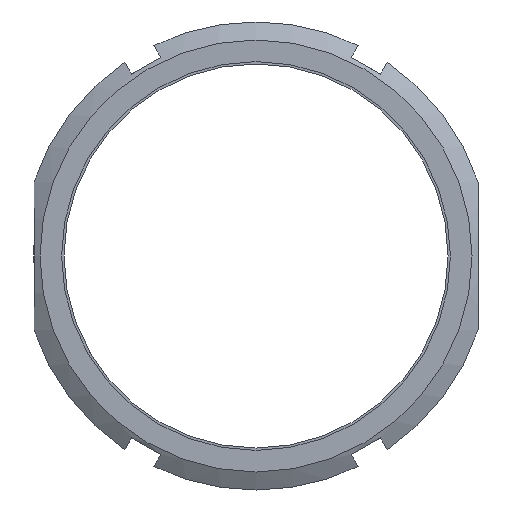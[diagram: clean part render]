
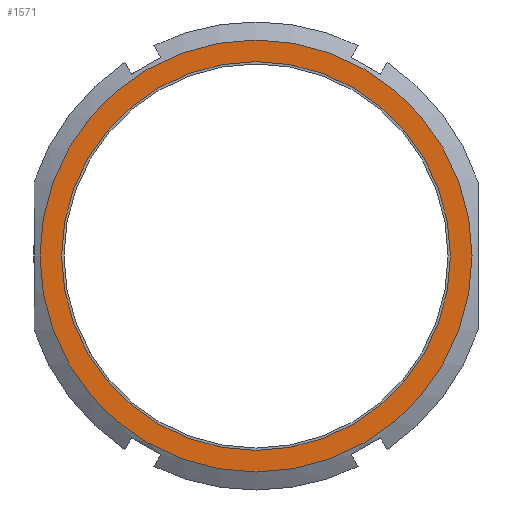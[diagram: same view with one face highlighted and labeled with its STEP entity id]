
A CAD part, left-side view. The second image highlights one B-rep face of the part: STEP entity #1571.
In plain terms, the highlighted planar face has unit normal (-1, 0, 0).
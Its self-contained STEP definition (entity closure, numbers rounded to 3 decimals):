
#1537=CARTESIAN_POINT('',(0.,81.0,0.0));
#1538=VERTEX_POINT('',#1537);
#1539=CARTESIAN_POINT('',(0.,0.0,0.0));
#1540=DIRECTION('',(1.0,0.0,0.0));
#1541=DIRECTION('',(0.0,1.0,0.0));
#1542=AXIS2_PLACEMENT_3D('',#1539,#1540,#1541);
#1543=CIRCLE('',#1542,81.0);
#1544=EDGE_CURVE('',#1538,#1538,#1543,.T.);
#1552=CARTESIAN_POINT('',(0.,85.5,0.0));
#1553=DIRECTION('',(-1.0,0.0,0.0));
#1554=DIRECTION('',(0.0,0.0,1.0));
#1555=AXIS2_PLACEMENT_3D('',#1552,#1553,#1554);
#1556=PLANE('',#1555);
#1557=CARTESIAN_POINT('',(0.,90.0,0.0));
#1558=VERTEX_POINT('',#1557);
#1559=CARTESIAN_POINT('',(0.,0.0,0.0));
#1560=DIRECTION('',(1.0,0.0,0.0));
#1561=DIRECTION('',(0.0,1.0,0.0));
#1562=AXIS2_PLACEMENT_3D('',#1559,#1560,#1561);
#1563=CIRCLE('',#1562,90.0);
#1564=EDGE_CURVE('',#1558,#1558,#1563,.T.);
#1565=ORIENTED_EDGE('',*,*,#1564,.F.);
#1566=EDGE_LOOP('',(#1565));
#1567=FACE_OUTER_BOUND('',#1566,.T.);
#1568=ORIENTED_EDGE('',*,*,#1544,.T.);
#1569=EDGE_LOOP('',(#1568));
#1570=FACE_BOUND('',#1569,.T.);
#1571=ADVANCED_FACE('',(#1567,#1570),#1556,.T.);
